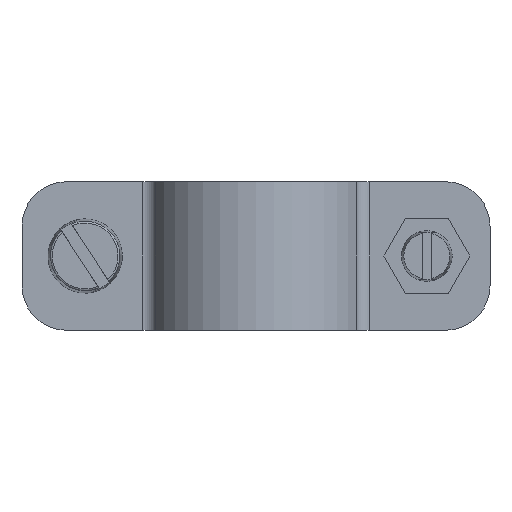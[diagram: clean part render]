
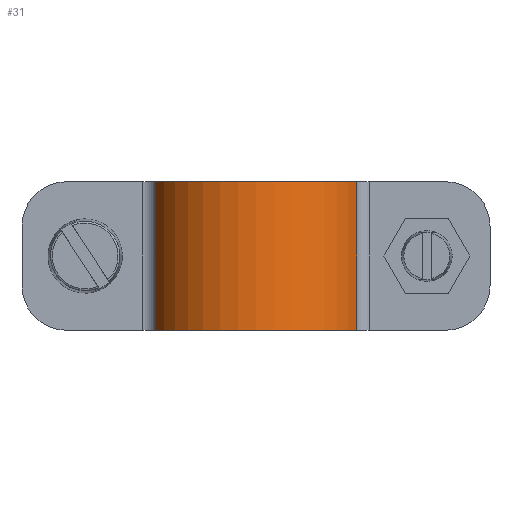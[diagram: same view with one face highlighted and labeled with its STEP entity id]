
A CAD part, front view. The second image highlights one B-rep face of the part: STEP entity #31.
In plain terms, the highlighted cylindrical face has radius 14.8 mm (diameter 29.6 mm), a partial arc.
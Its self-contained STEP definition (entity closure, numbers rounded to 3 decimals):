
#31 = ADVANCED_FACE ( 'NONE', ( #1150 ), #3362, .T. ) ;
#82 = DIRECTION ( 'NONE',  ( 0., 0., 1. ) ) ;
#93 = DIRECTION ( 'NONE',  ( 0., 0., 1. ) ) ;
#111 = VERTEX_POINT ( 'NONE', #155 ) ;
#155 = CARTESIAN_POINT ( 'NONE',  ( -13.58, 5.884, 20. ) ) ;
#349 = CARTESIAN_POINT ( 'NONE',  ( 0., 0., 20. ) ) ;
#736 = EDGE_CURVE ( 'NONE', #916, #2200, #1156, .T. ) ;
#826 = AXIS2_PLACEMENT_3D ( 'NONE', #2812, #82, #1157 ) ;
#916 = VERTEX_POINT ( 'NONE', #926 ) ;
#926 = CARTESIAN_POINT ( 'NONE',  ( 13.58, 5.884, 20. ) ) ;
#1150 = FACE_OUTER_BOUND ( 'NONE', #2406, .T. ) ;
#1156 = LINE ( 'NONE', #2739, #2077 ) ;
#1157 = DIRECTION ( 'NONE',  ( -1., 0., 0. ) ) ;
#1180 = ORIENTED_EDGE ( 'NONE', *, *, #2272, .T. ) ;
#1185 = ORIENTED_EDGE ( 'NONE', *, *, #2912, .F. ) ;
#1194 = ORIENTED_EDGE ( 'NONE', *, *, #1258, .T. ) ;
#1258 = EDGE_CURVE ( 'NONE', #2200, #3427, #2409, .T. ) ;
#1302 = AXIS2_PLACEMENT_3D ( 'NONE', #2317, #2061, #2614 ) ;
#1403 = CIRCLE ( 'NONE', #826, 14.8 ) ;
#1474 = DIRECTION ( 'NONE',  ( 0., 0., -1. ) ) ;
#1529 = VECTOR ( 'NONE', #93, 1000. ) ;
#1599 = AXIS2_PLACEMENT_3D ( 'NONE', #349, #1474, #2554 ) ;
#1684 = ORIENTED_EDGE ( 'NONE', *, *, #736, .T. ) ;
#2009 = CARTESIAN_POINT ( 'NONE',  ( -13.58, 5.884, 20. ) ) ;
#2061 = DIRECTION ( 'NONE',  ( 0., 0., 1. ) ) ;
#2077 = VECTOR ( 'NONE', #3294, 1000. ) ;
#2200 = VERTEX_POINT ( 'NONE', #2756 ) ;
#2272 = EDGE_CURVE ( 'NONE', #3427, #111, #2558, .T. ) ;
#2317 = CARTESIAN_POINT ( 'NONE',  ( 0., 0., 0. ) ) ;
#2406 = EDGE_LOOP ( 'NONE', ( #1185, #1684, #1194, #1180 ) ) ;
#2409 = CIRCLE ( 'NONE', #1302, 14.8 ) ;
#2554 = DIRECTION ( 'NONE',  ( -1., 0., 0. ) ) ;
#2558 = LINE ( 'NONE', #2009, #1529 ) ;
#2579 = CARTESIAN_POINT ( 'NONE',  ( -13.58, 5.884, 0. ) ) ;
#2614 = DIRECTION ( 'NONE',  ( 1., 0., 0. ) ) ;
#2739 = CARTESIAN_POINT ( 'NONE',  ( 13.58, 5.884, 20. ) ) ;
#2756 = CARTESIAN_POINT ( 'NONE',  ( 13.58, 5.884, 0. ) ) ;
#2812 = CARTESIAN_POINT ( 'NONE',  ( 0., 0., 20. ) ) ;
#2912 = EDGE_CURVE ( 'NONE', #916, #111, #1403, .T. ) ;
#3294 = DIRECTION ( 'NONE',  ( 0., 0., -1. ) ) ;
#3362 = CYLINDRICAL_SURFACE ( 'NONE', #1599, 14.8 ) ;
#3427 = VERTEX_POINT ( 'NONE', #2579 ) ;
